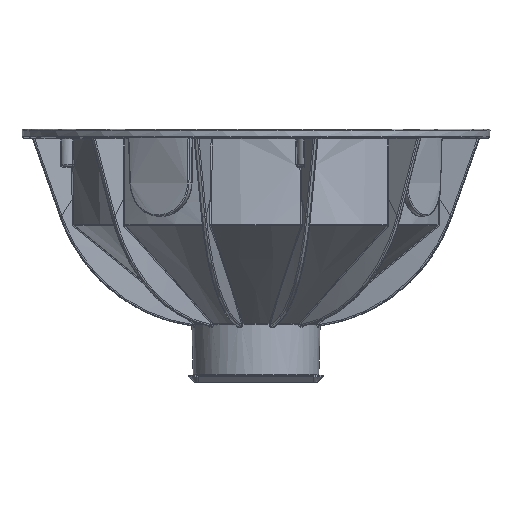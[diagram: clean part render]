
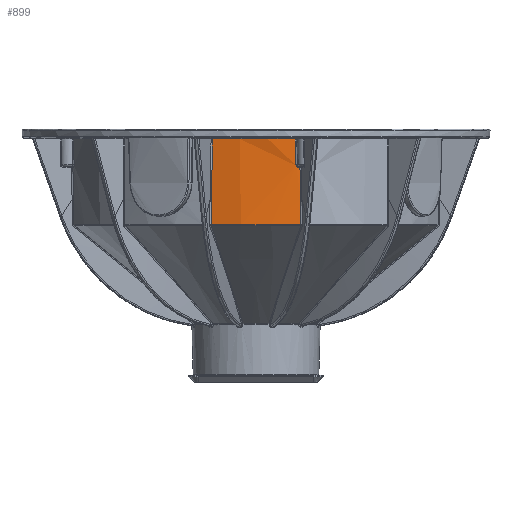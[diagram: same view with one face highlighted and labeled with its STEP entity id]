
A CAD part, front view. The second image highlights one B-rep face of the part: STEP entity #899.
In plain terms, the highlighted free-form (B-spline) face has degree [1, 2] with [2, 9] control points.
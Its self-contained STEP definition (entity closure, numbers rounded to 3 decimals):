
#899=ADVANCED_FACE('',(#1778),#13776,.T.);
#1778=FACE_OUTER_BOUND('',#2676,.T.);
#2676=EDGE_LOOP('',(#6768,#6769,#6770,#6771,#6772,#6773,#6774,#6775,#6776));
#6768=ORIENTED_EDGE('',*,*,#7867,.F.);
#6769=ORIENTED_EDGE('',*,*,#9106,.F.);
#6770=ORIENTED_EDGE('',*,*,#9114,.F.);
#6771=ORIENTED_EDGE('',*,*,#9124,.F.);
#6772=ORIENTED_EDGE('',*,*,#9109,.F.);
#6773=ORIENTED_EDGE('',*,*,#9104,.F.);
#6774=ORIENTED_EDGE('',*,*,#9101,.F.);
#6775=ORIENTED_EDGE('',*,*,#7866,.F.);
#6776=ORIENTED_EDGE('',*,*,#7860,.F.);
#7860=EDGE_CURVE('',#12224,#12225,#9758,.T.);
#7866=EDGE_CURVE('',#12225,#12222,#10973,.T.);
#7867=EDGE_CURVE('',#12226,#12224,#10974,.T.);
#9101=EDGE_CURVE('',#12222,#12362,#11606,.T.);
#9104=EDGE_CURVE('',#12362,#12999,#11609,.T.);
#9106=EDGE_CURVE('',#13001,#12226,#11611,.T.);
#9109=EDGE_CURVE('',#12999,#13002,#11614,.T.);
#9114=EDGE_CURVE('',#13005,#13001,#11619,.T.);
#9124=EDGE_CURVE('',#13002,#13005,#11624,.T.);
#9758=B_SPLINE_CURVE_WITH_KNOTS('',3,(#36746,#36747,#36748,#36749,#36750,
#36751),.UNSPECIFIED.,.F.,.F.,(4,2,4),(-1.,-0.5,0.),
 .UNSPECIFIED.);
#10973=(
BOUNDED_CURVE()
B_SPLINE_CURVE(3,(#36768,#36769,#36770,#36771),.UNSPECIFIED.,.F.,.F.)
B_SPLINE_CURVE_WITH_KNOTS((4,4),(0.,1.),.UNSPECIFIED.)
CURVE()
GEOMETRIC_REPRESENTATION_ITEM()
RATIONAL_B_SPLINE_CURVE((1.,1.,1.,1.))
REPRESENTATION_ITEM('')
);
#10974=(
BOUNDED_CURVE()
B_SPLINE_CURVE(2,(#36772,#36773,#36774),.UNSPECIFIED.,.F.,.F.)
B_SPLINE_CURVE_WITH_KNOTS((3,3),(0.,0.644),.UNSPECIFIED.)
CURVE()
GEOMETRIC_REPRESENTATION_ITEM()
RATIONAL_B_SPLINE_CURVE((1.,1.,1.))
REPRESENTATION_ITEM('')
);
#11606=(
BOUNDED_CURVE()
B_SPLINE_CURVE(2,(#42949,#42950,#42951),.UNSPECIFIED.,.F.,.F.)
B_SPLINE_CURVE_WITH_KNOTS((3,3),(0.,33.885),.UNSPECIFIED.)
CURVE()
GEOMETRIC_REPRESENTATION_ITEM()
RATIONAL_B_SPLINE_CURVE((1.,0.976,1.))
REPRESENTATION_ITEM('')
);
#11609=(
BOUNDED_CURVE()
B_SPLINE_CURVE(3,(#42958,#42959,#42960,#42961),.UNSPECIFIED.,.F.,.F.)
B_SPLINE_CURVE_WITH_KNOTS((4,4),(-24.541,0.),.UNSPECIFIED.)
CURVE()
GEOMETRIC_REPRESENTATION_ITEM()
RATIONAL_B_SPLINE_CURVE((1.,1.,1.,1.))
REPRESENTATION_ITEM('')
);
#11611=(
BOUNDED_CURVE()
B_SPLINE_CURVE(3,(#42966,#42967,#42968,#42969),.UNSPECIFIED.,.F.,.F.)
B_SPLINE_CURVE_WITH_KNOTS((4,4),(-1.,0.),.UNSPECIFIED.)
CURVE()
GEOMETRIC_REPRESENTATION_ITEM()
RATIONAL_B_SPLINE_CURVE((1.,1.,1.,1.))
REPRESENTATION_ITEM('')
);
#11614=(
BOUNDED_CURVE()
B_SPLINE_CURVE(3,(#42977,#42978,#42979,#42980),.UNSPECIFIED.,.F.,.F.)
B_SPLINE_CURVE_WITH_KNOTS((4,4),(-1.,0.),.UNSPECIFIED.)
CURVE()
GEOMETRIC_REPRESENTATION_ITEM()
RATIONAL_B_SPLINE_CURVE((1.,1.,1.,1.))
REPRESENTATION_ITEM('')
);
#11619=(
BOUNDED_CURVE()
B_SPLINE_CURVE(3,(#42995,#42996,#42997,#42998),.UNSPECIFIED.,.F.,.F.)
B_SPLINE_CURVE_WITH_KNOTS((4,4),(0.,1.),.UNSPECIFIED.)
CURVE()
GEOMETRIC_REPRESENTATION_ITEM()
RATIONAL_B_SPLINE_CURVE((1.,1.,1.,1.))
REPRESENTATION_ITEM('')
);
#11624=(
BOUNDED_CURVE()
B_SPLINE_CURVE(2,(#43041,#43042,#43043),.UNSPECIFIED.,.F.,.F.)
B_SPLINE_CURVE_WITH_KNOTS((3,3),(0.,36.871),.UNSPECIFIED.)
CURVE()
GEOMETRIC_REPRESENTATION_ITEM()
RATIONAL_B_SPLINE_CURVE((1.,0.971,1.))
REPRESENTATION_ITEM('')
);
#12222=VERTEX_POINT('',#34518);
#12224=VERTEX_POINT('',#34520);
#12225=VERTEX_POINT('',#34521);
#12226=VERTEX_POINT('',#34522);
#12362=VERTEX_POINT('',#34658);
#12999=VERTEX_POINT('',#35295);
#13001=VERTEX_POINT('',#35297);
#13002=VERTEX_POINT('',#35298);
#13005=VERTEX_POINT('',#35301);
#13776=(
BOUNDED_SURFACE()
B_SPLINE_SURFACE(1,2,((#33743,#33744,#33745,#33746,#33747,#33748,#33749,
#33750,#33751),(#33752,#33753,#33754,#33755,#33756,#33757,#33758,#33759,
#33760)),.UNSPECIFIED.,.F.,.F.,.F.)
B_SPLINE_SURFACE_WITH_KNOTS((2,2),(3,2,2,2,3),(0.,42.953),(0.,
122.528,245.056,367.583,490.111),
 .UNSPECIFIED.)
GEOMETRIC_REPRESENTATION_ITEM()
RATIONAL_B_SPLINE_SURFACE(((1.,0.707,1.,0.707,1.,
0.707,1.,0.707,1.),(1.,0.707,1.,0.707,
1.,0.707,1.,0.707,1.)))
REPRESENTATION_ITEM('')
SURFACE()
);
#33743=CARTESIAN_POINT('',(-38.44,-34.784,-9.593));
#33744=CARTESIAN_POINT('',(28.14,-73.224,-9.593));
#33745=CARTESIAN_POINT('',(66.579,-6.644,-9.593));
#33746=CARTESIAN_POINT('',(105.019,59.935,-9.593));
#33747=CARTESIAN_POINT('',(38.44,98.375,-9.593));
#33748=CARTESIAN_POINT('',(-28.14,136.814,-9.593));
#33749=CARTESIAN_POINT('',(-66.579,70.235,-9.593));
#33750=CARTESIAN_POINT('',(-105.019,3.656,-9.593));
#33751=CARTESIAN_POINT('',(-38.44,-34.784,-9.593));
#33752=CARTESIAN_POINT('',(-39.002,-35.758,33.345));
#33753=CARTESIAN_POINT('',(28.551,-74.76,33.345));
#33754=CARTESIAN_POINT('',(67.553,-7.206,33.345));
#33755=CARTESIAN_POINT('',(106.555,60.347,33.345));
#33756=CARTESIAN_POINT('',(39.002,99.349,33.345));
#33757=CARTESIAN_POINT('',(-28.551,138.35,33.345));
#33758=CARTESIAN_POINT('',(-67.553,70.797,33.345));
#33759=CARTESIAN_POINT('',(-106.555,3.244,33.345));
#33760=CARTESIAN_POINT('',(-39.002,-35.758,33.345));
#34518=CARTESIAN_POINT('',(15.967,-44.447,29.259));
#34520=CARTESIAN_POINT('',(17.216,-43.866,17.759));
#34521=CARTESIAN_POINT('',(16.22,-44.112,18.733));
#34522=CARTESIAN_POINT('',(17.843,-43.721,17.759));
#34658=CARTESIAN_POINT('',(-17.649,-44.075,29.259));
#35295=CARTESIAN_POINT('',(-18.062,-43.318,4.734));
#35297=CARTESIAN_POINT('',(18.062,-43.318,4.734));
#35298=CARTESIAN_POINT('',(-18.26,-42.994,-5.504));
#35301=CARTESIAN_POINT('',(18.26,-42.994,-5.504));
#36746=CARTESIAN_POINT('',(17.216,-43.866,17.759));
#36747=CARTESIAN_POINT('',(16.954,-43.926,17.759));
#36748=CARTESIAN_POINT('',(16.706,-43.983,17.861));
#36749=CARTESIAN_POINT('',(16.342,-44.072,18.214));
#36750=CARTESIAN_POINT('',(16.227,-44.103,18.459));
#36751=CARTESIAN_POINT('',(16.22,-44.112,18.733));
#36768=CARTESIAN_POINT('',(16.22,-44.112,18.733));
#36769=CARTESIAN_POINT('',(16.132,-44.225,22.241));
#36770=CARTESIAN_POINT('',(16.048,-44.336,25.75));
#36771=CARTESIAN_POINT('',(15.967,-44.447,29.259));
#36772=CARTESIAN_POINT('',(17.843,-43.721,17.759));
#36773=CARTESIAN_POINT('',(17.53,-43.795,17.759));
#36774=CARTESIAN_POINT('',(17.216,-43.866,17.759));
#42949=CARTESIAN_POINT('',(15.967,-44.447,29.259));
#42950=CARTESIAN_POINT('',(-0.882,-47.976,29.259));
#42951=CARTESIAN_POINT('',(-17.649,-44.075,29.259));
#42958=CARTESIAN_POINT('',(-17.649,-44.075,29.259));
#42959=CARTESIAN_POINT('',(-17.787,-43.824,21.084));
#42960=CARTESIAN_POINT('',(-17.924,-43.571,12.909));
#42961=CARTESIAN_POINT('',(-18.062,-43.318,4.734));
#42966=CARTESIAN_POINT('',(18.062,-43.318,4.734));
#42967=CARTESIAN_POINT('',(17.989,-43.452,9.075));
#42968=CARTESIAN_POINT('',(17.916,-43.587,13.417));
#42969=CARTESIAN_POINT('',(17.843,-43.721,17.759));
#42977=CARTESIAN_POINT('',(-18.062,-43.318,4.734));
#42978=CARTESIAN_POINT('',(-18.119,-43.212,1.321));
#42979=CARTESIAN_POINT('',(-18.186,-43.104,-2.092));
#42980=CARTESIAN_POINT('',(-18.26,-42.994,-5.504));
#42995=CARTESIAN_POINT('',(18.26,-42.994,-5.504));
#42996=CARTESIAN_POINT('',(18.186,-43.104,-2.092));
#42997=CARTESIAN_POINT('',(18.119,-43.212,1.321));
#42998=CARTESIAN_POINT('',(18.062,-43.318,4.734));
#43041=CARTESIAN_POINT('',(-18.26,-42.994,-5.504));
#43042=CARTESIAN_POINT('',(0.,-47.452,-5.504));
#43043=CARTESIAN_POINT('',(18.26,-42.994,-5.504));
